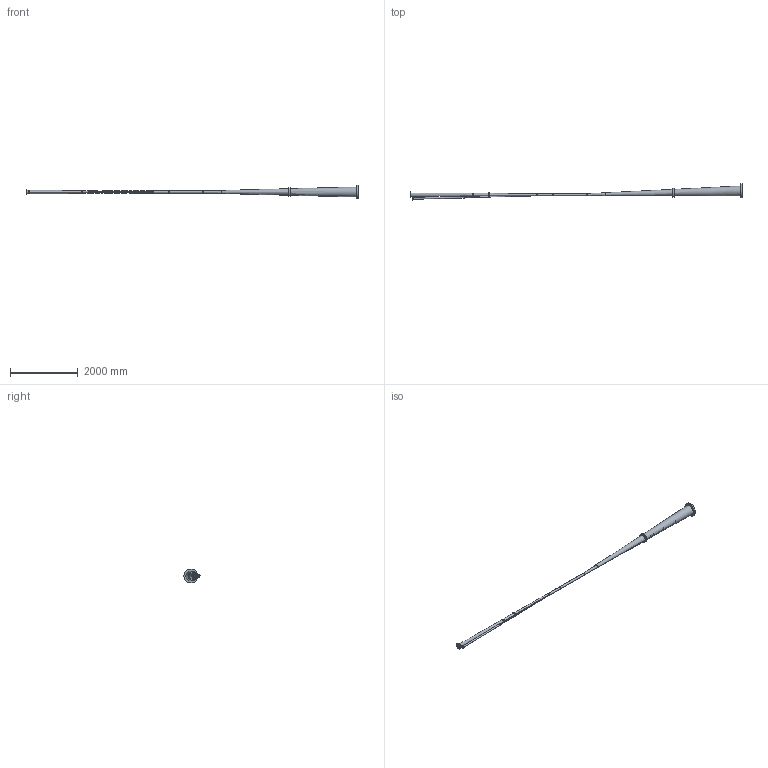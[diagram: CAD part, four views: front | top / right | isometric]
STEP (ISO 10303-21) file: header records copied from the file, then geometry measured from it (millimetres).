
FILE_DESCRIPTION(/* description */ (''),/* implementation_level */ '2;1');
FILE_NAME(/* name */ 'Detector chamber 2024.04.03.stp',/* time_stamp */ '2024-04-03T13:21:09-04:00',/* author */ ('rwimmer'),/* organization */ (''),/* preprocessor_version */ 'ST-DEVELOPER v19.2',/* originating_system */ 'Autodesk Inventor 2023',/* authorisation */ '');
FILE_SCHEMA (('AUTOMOTIVE_DESIGN { 1 0 10303 214 3 1 1 }'));
Length unit declared in the file: inch
Products named in the file (19): Detector chamber 220621 edit; Detector chamber - beryllium section; Detector chamber - inner hadron forward; Detector chamber - hadron forward; Detector chamber - hadron forward 221019 edit; Electron beam screen; Electron beam screen - inner chamber; Detector chamber - hadron rear; Detector chamber - electron exit round; Detector chamber - hadron entrance round; DN120 Electron exit round; PI-FLG-0068; PI-FLG-0068-01; PI-FLG-0068-02; DN50 hadron rear flange; Detector chamber - inner hadron rear round; Flange 1; New design 1_stp; Beampipe patch
Assembly tree (18 placements, depth 5):
  Detector chamber 220621 edit
    Detector chamber - beryllium section
    Detector chamber - inner hadron forward
    Detector chamber - hadron forward
      Detector chamber - hadron forward 221019 edit
      Electron beam screen
    Electron beam screen - inner chamber
    Detector chamber - hadron rear
      Detector chamber - electron exit round
      Detector chamber - hadron entrance round
      DN120 Electron exit round
        PI-FLG-0068
          PI-FLG-0068-01
          PI-FLG-0068-02
      DN50 hadron rear flange
    Detector chamber - inner hadron rear round
    Flange 1
    New design 1_stp
    Beampipe patch
Bounding box: 9825.84 x 473.69 x 411.84 mm (x, y, z)
Volume: 13017392.7 mm3; surface area: 9956264.4 mm2
Topology: 16 solids, 16 shells, 297 faces, 679 edges, 420 vertices
Faces by surface type: cylinder 125, plane 75, cone 62, bspline 14, torus 13, sphere 8
Full cylindrical faces by diameter (mm): 6.4 x27, 8.433 x26, 28.448 x1, 28.904 x1, 31.75 x1, 40 x1, 41.148 x2, 44.45 x1, 44.704 x1, 55.321 x1, 55.575 x1, 60 x3, 61.62 x1, 61.722 x1, 62 x5, 63.524 x7, 64 x1, 64.5 x1, 64.54 x5, 66 x2, 81.015 x1, 81.616 x2, 85.616 x2, 85.852 x1, 95.2 x1, 99.213 x1, 130.175 x1, 136.398 x1, 141.529 x1, 141.732 x1
Entity records: 11789 total; most frequent: CARTESIAN_POINT 3905, DIRECTION 1657, ORIENTED_EDGE 1342, AXIS2_PLACEMENT_3D 706, EDGE_CURVE 671, EDGE_LOOP 453, VERTEX_POINT 420, CIRCLE 379
